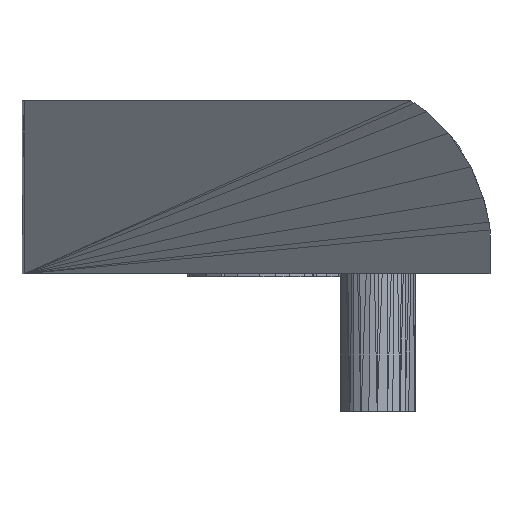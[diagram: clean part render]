
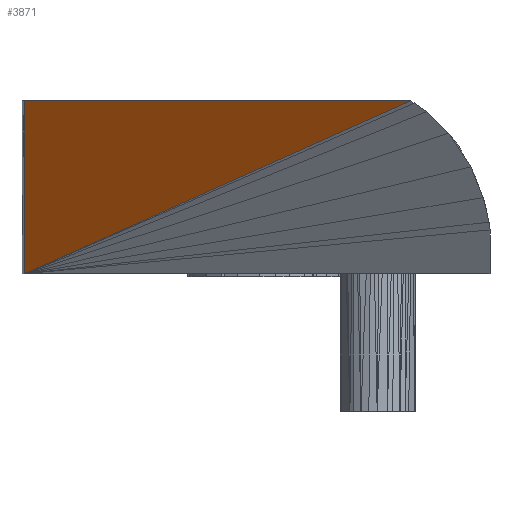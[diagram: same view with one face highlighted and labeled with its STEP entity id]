
A CAD part, left-side view. The second image highlights one B-rep face of the part: STEP entity #3871.
In plain terms, the highlighted planar face has unit normal (-0.701, 0.713, 0).
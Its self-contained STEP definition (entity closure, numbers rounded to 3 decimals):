
#3762 = VERTEX_POINT('',#3763);
#3763 = CARTESIAN_POINT('',(-3.77,9.114,
    5.402));
#3792 = VERTEX_POINT('',#3793);
#3793 = CARTESIAN_POINT('',(-3.77,9.114,
    12.201));
#3813 = EDGE_CURVE('',#3792,#3814,#3816,.T.);
#3814 = VERTEX_POINT('',#3815);
#3815 = CARTESIAN_POINT('',(-19.223,-6.071,
    12.201));
#3816 = LINE('',#3817,#3818);
#3817 = CARTESIAN_POINT('',(-3.77,9.114,
    12.201));
#3818 = VECTOR('',#3819,1.);
#3819 = DIRECTION('',(-0.713,-0.701,0.));
#3871 = ADVANCED_FACE('',(#3872),#3887,.T.);
#3872 = FACE_BOUND('',#3873,.T.);
#3873 = EDGE_LOOP('',(#3874,#3880,#3881));
#3874 = ORIENTED_EDGE('',*,*,#3875,.T.);
#3875 = EDGE_CURVE('',#3762,#3814,#3876,.T.);
#3876 = LINE('',#3877,#3878);
#3877 = CARTESIAN_POINT('',(-3.77,9.114,
    5.402));
#3878 = VECTOR('',#3879,1.);
#3879 = DIRECTION('',(-0.681,-0.669,0.299));
#3880 = ORIENTED_EDGE('',*,*,#3813,.F.);
#3881 = ORIENTED_EDGE('',*,*,#3882,.T.);
#3882 = EDGE_CURVE('',#3792,#3762,#3883,.T.);
#3883 = LINE('',#3884,#3885);
#3884 = CARTESIAN_POINT('',(-3.77,9.114,
    12.201));
#3885 = VECTOR('',#3886,1.);
#3886 = DIRECTION('',(0.,0.,-1.));
#3887 = PLANE('',#3888);
#3888 = AXIS2_PLACEMENT_3D('',#3889,#3890,#3891);
#3889 = CARTESIAN_POINT('',(-10.47,2.53,10.241)
  );
#3890 = DIRECTION('',(-0.701,0.713,0.));
#3891 = DIRECTION('',(0.713,0.701,0.));
